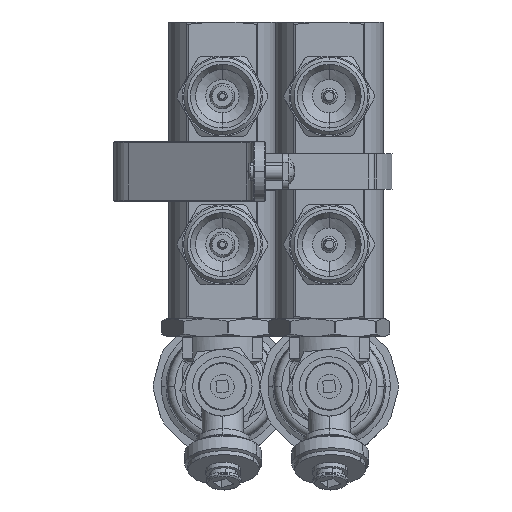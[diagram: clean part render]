
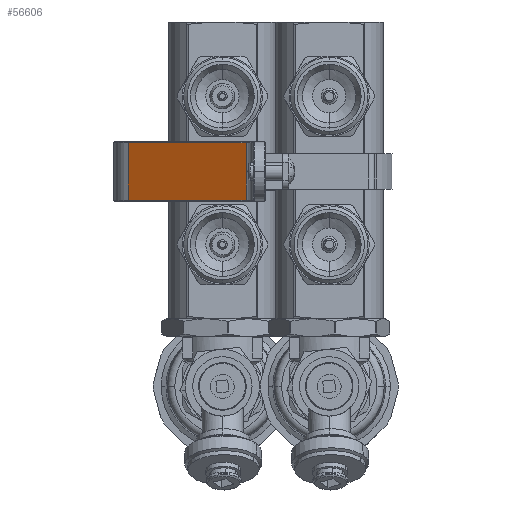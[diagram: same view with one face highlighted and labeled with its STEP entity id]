
A CAD part, front view. The second image highlights one B-rep face of the part: STEP entity #56606.
In plain terms, the highlighted face is planar.
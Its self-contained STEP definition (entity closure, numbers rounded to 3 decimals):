
#1719 = DIRECTION ( 'NONE',  ( 0., -1., 0. ) ) ;
#5282 = CARTESIAN_POINT ( 'NONE',  ( -222.181, -9.7, 4.882 ) ) ;
#7268 = LINE ( 'NONE', #16515, #51050 ) ;
#7859 = CARTESIAN_POINT ( 'NONE',  ( -245.819, -9.7, 44.559 ) ) ;
#8729 = PLANE ( 'NONE',  #43397 ) ;
#9125 = LINE ( 'NONE', #11955, #36040 ) ;
#11955 = CARTESIAN_POINT ( 'NONE',  ( -219.273, -9.7, 0. ) ) ;
#13024 = DIRECTION ( 'NONE',  ( 0.512, 0., -0.859 ) ) ;
#16515 = CARTESIAN_POINT ( 'NONE',  ( -222.181, 0., 4.882 ) ) ;
#17086 = CARTESIAN_POINT ( 'NONE',  ( -245.819, 9.7, 44.559 ) ) ;
#17240 = CARTESIAN_POINT ( 'NONE',  ( -222.181, 9.7, 4.882 ) ) ;
#17656 = EDGE_CURVE ( 'NONE', #59477, #31895, #28634, .T. ) ;
#18366 = DIRECTION ( 'NONE',  ( -0.512, 0., 0.859 ) ) ;
#23142 = DIRECTION ( 'NONE',  ( -0.859, 0., -0.512 ) ) ;
#24054 = VECTOR ( 'NONE', #13024, 1000. ) ;
#24095 = EDGE_LOOP ( 'NONE', ( #52692, #55471, #32188, #51971 ) ) ;
#25490 = VERTEX_POINT ( 'NONE', #7859 ) ;
#28634 = LINE ( 'NONE', #55369, #24054 ) ;
#30099 = LINE ( 'NONE', #55516, #35470 ) ;
#30401 = EDGE_CURVE ( 'NONE', #31895, #33996, #7268, .T. ) ;
#31895 = VERTEX_POINT ( 'NONE', #17240 ) ;
#32188 = ORIENTED_EDGE ( 'NONE', *, *, #33592, .T. ) ;
#32210 = EDGE_CURVE ( 'NONE', #25490, #59477, #30099, .T. ) ;
#32767 = CARTESIAN_POINT ( 'NONE',  ( -219.273, 0., 0. ) ) ;
#33592 = EDGE_CURVE ( 'NONE', #33996, #25490, #9125, .T. ) ;
#33996 = VERTEX_POINT ( 'NONE', #5282 ) ;
#35470 = VECTOR ( 'NONE', #55944, 1000. ) ;
#36040 = VECTOR ( 'NONE', #61582, 1000. ) ;
#43397 = AXIS2_PLACEMENT_3D ( 'NONE', #32767, #23142, #18366 ) ;
#49056 = FACE_OUTER_BOUND ( 'NONE', #24095, .T. ) ;
#51050 = VECTOR ( 'NONE', #1719, 1000. ) ;
#51971 = ORIENTED_EDGE ( 'NONE', *, *, #32210, .T. ) ;
#52692 = ORIENTED_EDGE ( 'NONE', *, *, #17656, .T. ) ;
#55369 = CARTESIAN_POINT ( 'NONE',  ( -219.273, 9.7, 0. ) ) ;
#55471 = ORIENTED_EDGE ( 'NONE', *, *, #30401, .T. ) ;
#55516 = CARTESIAN_POINT ( 'NONE',  ( -245.819, 0., 44.559 ) ) ;
#55944 = DIRECTION ( 'NONE',  ( 0., 1., 0. ) ) ;
#56606 = ADVANCED_FACE ( 'NONE', ( #49056 ), #8729, .T. ) ;
#59477 = VERTEX_POINT ( 'NONE', #17086 ) ;
#61582 = DIRECTION ( 'NONE',  ( -0.512, 0., 0.859 ) ) ;
